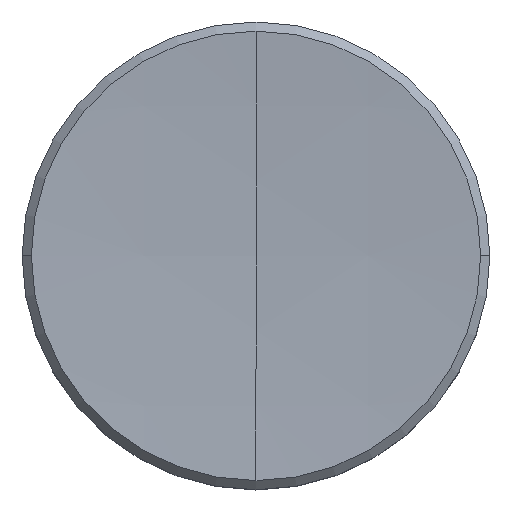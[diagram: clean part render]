
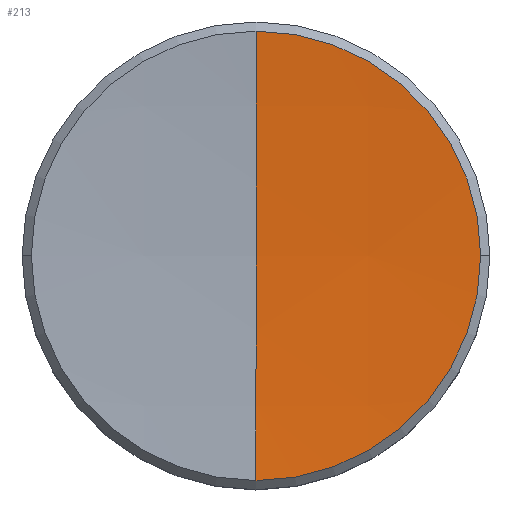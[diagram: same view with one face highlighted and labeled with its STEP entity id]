
A CAD part, top view. The second image highlights one B-rep face of the part: STEP entity #213.
In plain terms, the highlighted spherical face has radius 92 mm.
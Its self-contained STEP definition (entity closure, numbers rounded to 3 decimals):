
#32 = DIRECTION ( 'NONE',  ( 1., 0., 0. ) ) ;
#34 = CIRCLE ( 'NONE', #199, 92. ) ;
#45 = CARTESIAN_POINT ( 'NONE',  ( 6.1, 0., 2.101 ) ) ;
#47 = DIRECTION ( 'NONE',  ( 0., 0., -1. ) ) ;
#50 = EDGE_CURVE ( 'NONE', #90, #118, #34, .T. ) ;
#52 = AXIS2_PLACEMENT_3D ( 'NONE', #258, #53, #103 ) ;
#53 = DIRECTION ( 'NONE',  ( -1., 0., 0. ) ) ;
#56 = EDGE_CURVE ( 'NONE', #90, #203, #280, .T. ) ;
#57 = EDGE_CURVE ( 'NONE', #203, #141, #248, .T. ) ;
#66 = SPHERICAL_SURFACE ( 'NONE', #52, 92. ) ;
#67 = DIRECTION ( 'NONE',  ( 0., 0., 1. ) ) ;
#75 = EDGE_CURVE ( 'NONE', #141, #118, #81, .T. ) ;
#79 = CARTESIAN_POINT ( 'NONE',  ( 0., 0., 2.101 ) ) ;
#81 = CIRCLE ( 'NONE', #269, 6.1 ) ;
#87 = CARTESIAN_POINT ( 'NONE',  ( 0., 0., 93.899 ) ) ;
#89 = DIRECTION ( 'NONE',  ( 0., -1., 0. ) ) ;
#90 = VERTEX_POINT ( 'NONE', #171 ) ;
#91 = DIRECTION ( 'NONE',  ( 1., 0., 0. ) ) ;
#92 = CARTESIAN_POINT ( 'NONE',  ( 0., 0., 2.101 ) ) ;
#93 = EDGE_LOOP ( 'NONE', ( #238, #160, #266, #259 ) ) ;
#103 = DIRECTION ( 'NONE',  ( 0., 1., 0. ) ) ;
#110 = CARTESIAN_POINT ( 'NONE',  ( 0., 0., 93.899 ) ) ;
#118 = VERTEX_POINT ( 'NONE', #195 ) ;
#141 = VERTEX_POINT ( 'NONE', #45 ) ;
#151 = DIRECTION ( 'NONE',  ( 1., 0., 0. ) ) ;
#160 = ORIENTED_EDGE ( 'NONE', *, *, #56, .T. ) ;
#171 = CARTESIAN_POINT ( 'NONE',  ( 0., 0., 1.899 ) ) ;
#187 = AXIS2_PLACEMENT_3D ( 'NONE', #79, #254, #32 ) ;
#191 = AXIS2_PLACEMENT_3D ( 'NONE', #87, #264, #89 ) ;
#195 = CARTESIAN_POINT ( 'NONE',  ( 0., 6.1, 2.101 ) ) ;
#198 = CARTESIAN_POINT ( 'NONE',  ( 0., -6.1, 2.101 ) ) ;
#199 = AXIS2_PLACEMENT_3D ( 'NONE', #110, #151, #47 ) ;
#203 = VERTEX_POINT ( 'NONE', #198 ) ;
#213 = ADVANCED_FACE ( 'NONE', ( #230 ), #66, .F. ) ;
#230 = FACE_OUTER_BOUND ( 'NONE', #93, .T. ) ;
#238 = ORIENTED_EDGE ( 'NONE', *, *, #50, .F. ) ;
#248 = CIRCLE ( 'NONE', #187, 6.1 ) ;
#254 = DIRECTION ( 'NONE',  ( 0., 0., 1. ) ) ;
#258 = CARTESIAN_POINT ( 'NONE',  ( 0., 0., 93.899 ) ) ;
#259 = ORIENTED_EDGE ( 'NONE', *, *, #75, .T. ) ;
#264 = DIRECTION ( 'NONE',  ( -1., 0., 0. ) ) ;
#266 = ORIENTED_EDGE ( 'NONE', *, *, #57, .T. ) ;
#269 = AXIS2_PLACEMENT_3D ( 'NONE', #92, #67, #91 ) ;
#280 = CIRCLE ( 'NONE', #191, 92. ) ;
